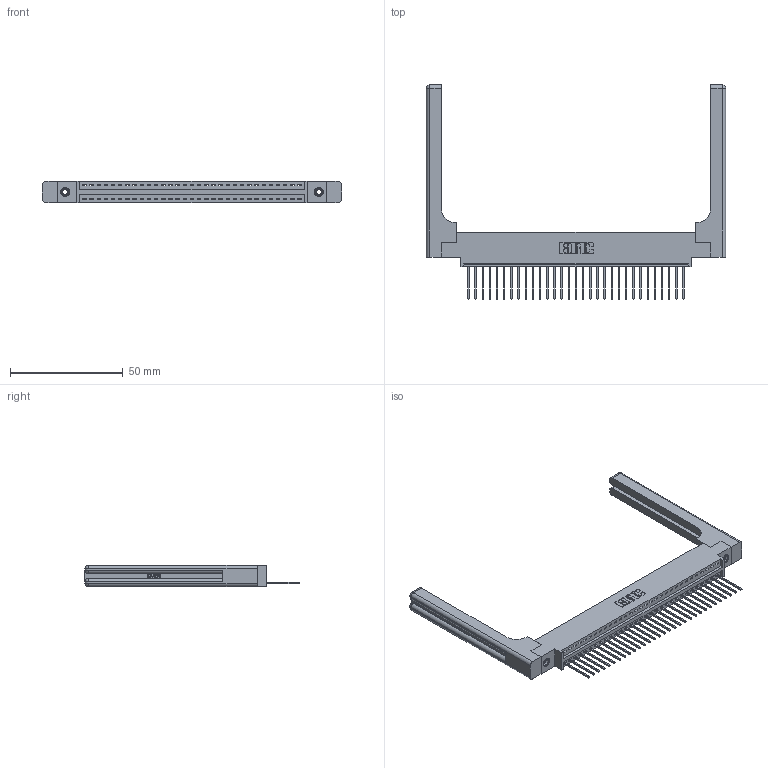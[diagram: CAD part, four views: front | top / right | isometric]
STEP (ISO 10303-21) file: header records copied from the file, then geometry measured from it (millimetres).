
FILE_DESCRIPTION (( 'STEP AP203' ), '1' );
FILE_NAME ('346-031-540-658.STEP', '2022-05-06T17:10:55', ( '' ), ( '' ), 'SwSTEP 2.0', 'SolidWorks 2020', '' );
FILE_SCHEMA (( 'CONFIG_CONTROL_DESIGN' ));
Length unit declared in the file: inch
Products named in the file (5): 345-250-001_345-250-001-102; 346-031-540-658; 346-220-058_345-220-058; 346 Part_0.170 Offset - 0.156 Dia-TH; 345-292-001_345-293-140
Assembly tree (36 placements, depth 2):
  346-031-540-658
    346 Part_0.170 Offset - 0.156 Dia-TH
    345-292-001_345-293-140  x31
    345-250-001_345-250-001-102  x2
    346-220-058_345-220-058  x2
Bounding box: 132.49 x 94.74 x 9.4 mm (x, y, z)
Volume: 19993.8 mm3; surface area: 21142.5 mm2
Topology: 36 solids, 36 shells, 2194 faces, 6499 edges, 4270 vertices
Faces by surface type: plane 1482, cylinder 652, bspline 36, cone 12, sphere 8, torus 4
Entity records: 26468 total; most frequent: CARTESIAN_POINT 5524, ORIENTED_EDGE 4284, DIRECTION 3816, EDGE_CURVE 2142, VECTOR 1794, LINE 1794, VERTEX_POINT 1418, AXIS2_PLACEMENT_3D 1011
